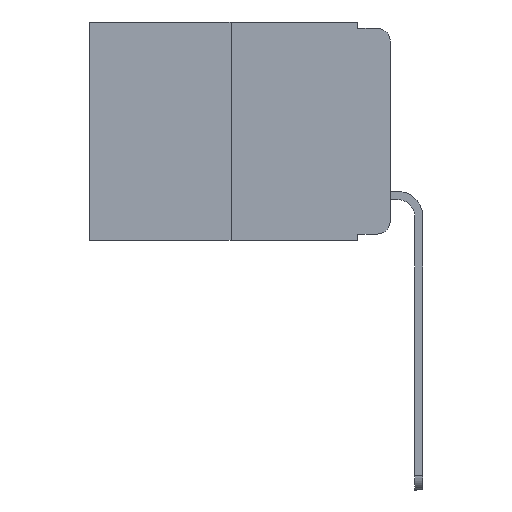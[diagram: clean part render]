
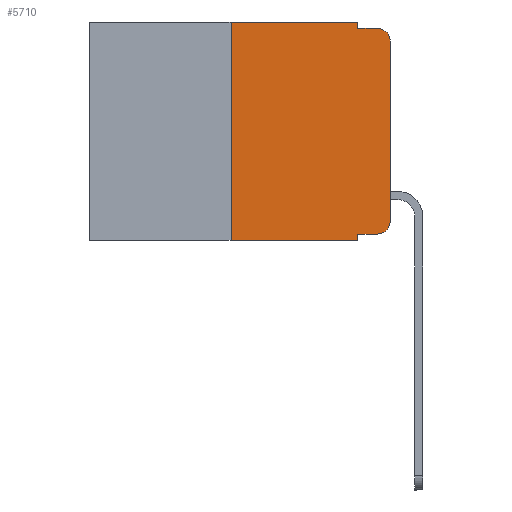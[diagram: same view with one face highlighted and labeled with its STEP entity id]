
A CAD part, left-side view. The second image highlights one B-rep face of the part: STEP entity #5710.
In plain terms, the highlighted planar face has unit normal (-1, 0, 0).
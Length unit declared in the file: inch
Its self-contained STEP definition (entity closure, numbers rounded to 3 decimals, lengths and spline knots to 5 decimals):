
#33 = VERTEX_POINT ( 'NONE', #18372 ) ;
#297 = VERTEX_POINT ( 'NONE', #16516 ) ;
#538 = DIRECTION ( 'NONE',  ( 0., -1., 0. ) ) ;
#637 = CARTESIAN_POINT ( 'NONE',  ( 0., 0.02, -0.03 ) ) ;
#1044 = EDGE_LOOP ( 'NONE', ( #21418, #22082, #3048, #10040, #18166, #2540, #4779, #12061, #7516, #18703 ) ) ;
#1576 = DIRECTION ( 'NONE',  ( 0., 0., 1. ) ) ;
#2135 = DIRECTION ( 'NONE',  ( 0., 0., -1. ) ) ;
#2251 = EDGE_CURVE ( 'NONE', #7937, #33, #6566, .T. ) ;
#2446 = DIRECTION ( 'NONE',  ( 0., 0., -1. ) ) ;
#2540 = ORIENTED_EDGE ( 'NONE', *, *, #12408, .F. ) ;
#3048 = ORIENTED_EDGE ( 'NONE', *, *, #10258, .F. ) ;
#3529 = VECTOR ( 'NONE', #2135, 39.37008 ) ;
#3597 = CARTESIAN_POINT ( 'NONE',  ( 0., 0.051, 0. ) ) ;
#4247 = VERTEX_POINT ( 'NONE', #19578 ) ;
#4541 = CARTESIAN_POINT ( 'NONE',  ( 0., 0.02, -0.333 ) ) ;
#4779 = ORIENTED_EDGE ( 'NONE', *, *, #10861, .T. ) ;
#5146 = PLANE ( 'NONE',  #7514 ) ;
#5215 = AXIS2_PLACEMENT_3D ( 'NONE', #13233, #6234, #2446 ) ;
#5363 = CARTESIAN_POINT ( 'NONE',  ( 0., 0.051, -0.01 ) ) ;
#5601 = CARTESIAN_POINT ( 'NONE',  ( 0., 0.473, 0. ) ) ;
#5710 = ADVANCED_FACE ( 'NONE', ( #7402 ), #5146, .F. ) ;
#6031 = CIRCLE ( 'NONE', #6635, 0.02 ) ;
#6092 = VECTOR ( 'NONE', #10704, 39.37008 ) ;
#6234 = DIRECTION ( 'NONE',  ( -1., 0., 0. ) ) ;
#6417 = CARTESIAN_POINT ( 'NONE',  ( 0., 0.25, 0. ) ) ;
#6566 = LINE ( 'NONE', #9419, #3529 ) ;
#6614 = DIRECTION ( 'NONE',  ( 0., 0., -1. ) ) ;
#6617 = EDGE_CURVE ( 'NONE', #7937, #18231, #21476, .T. ) ;
#6635 = AXIS2_PLACEMENT_3D ( 'NONE', #637, #14914, #13047 ) ;
#6826 = DIRECTION ( 'NONE',  ( 0., -1., 0. ) ) ;
#7165 = CIRCLE ( 'NONE', #5215, 0.02 ) ;
#7205 = CARTESIAN_POINT ( 'NONE',  ( 0., 0.051, -0.01 ) ) ;
#7349 = CARTESIAN_POINT ( 'NONE',  ( 0., 0., -0.313 ) ) ;
#7402 = FACE_OUTER_BOUND ( 'NONE', #1044, .T. ) ;
#7514 = AXIS2_PLACEMENT_3D ( 'NONE', #21095, #12059, #6614 ) ;
#7516 = ORIENTED_EDGE ( 'NONE', *, *, #6617, .T. ) ;
#7767 = VECTOR ( 'NONE', #17879, 39.37008 ) ;
#7937 = VERTEX_POINT ( 'NONE', #12526 ) ;
#7950 = EDGE_CURVE ( 'NONE', #16972, #19443, #8423, .T. ) ;
#8423 = LINE ( 'NONE', #3597, #14820 ) ;
#8780 = DIRECTION ( 'NONE',  ( 0., 0., -1. ) ) ;
#8884 = CARTESIAN_POINT ( 'NONE',  ( 0., 0.473, -0.343 ) ) ;
#9419 = CARTESIAN_POINT ( 'NONE',  ( 0., 0.051, 0. ) ) ;
#10040 = ORIENTED_EDGE ( 'NONE', *, *, #7950, .F. ) ;
#10258 = EDGE_CURVE ( 'NONE', #19443, #4247, #16108, .T. ) ;
#10328 = EDGE_CURVE ( 'NONE', #16852, #16972, #17204, .T. ) ;
#10704 = DIRECTION ( 'NONE',  ( 0., -1., 0. ) ) ;
#10861 = EDGE_CURVE ( 'NONE', #16117, #33, #15227, .T. ) ;
#11071 = EDGE_CURVE ( 'NONE', #18231, #16550, #7165, .T. ) ;
#11563 = CARTESIAN_POINT ( 'NONE',  ( 0., 0.25, -0.343 ) ) ;
#12059 = DIRECTION ( 'NONE',  ( 1., 0., 0. ) ) ;
#12061 = ORIENTED_EDGE ( 'NONE', *, *, #2251, .F. ) ;
#12196 = VECTOR ( 'NONE', #538, 39.37008 ) ;
#12333 = VECTOR ( 'NONE', #1576, 39.37008 ) ;
#12408 = EDGE_CURVE ( 'NONE', #16117, #16852, #22257, .T. ) ;
#12526 = CARTESIAN_POINT ( 'NONE',  ( 0., 0.051, -0.333 ) ) ;
#12540 = CARTESIAN_POINT ( 'NONE',  ( 0., 0., 0. ) ) ;
#13047 = DIRECTION ( 'NONE',  ( 0., 0., -1. ) ) ;
#13233 = CARTESIAN_POINT ( 'NONE',  ( 0., 0.02, -0.313 ) ) ;
#14048 = VECTOR ( 'NONE', #6826, 39.37008 ) ;
#14820 = VECTOR ( 'NONE', #8780, 39.37008 ) ;
#14914 = DIRECTION ( 'NONE',  ( -1., 0., 0. ) ) ;
#14956 = EDGE_CURVE ( 'NONE', #16550, #297, #17213, .T. ) ;
#15227 = LINE ( 'NONE', #8884, #21289 ) ;
#16027 = EDGE_CURVE ( 'NONE', #297, #4247, #6031, .T. ) ;
#16108 = LINE ( 'NONE', #5363, #6092 ) ;
#16117 = VERTEX_POINT ( 'NONE', #11563 ) ;
#16516 = CARTESIAN_POINT ( 'NONE',  ( 0., 0., -0.03 ) ) ;
#16550 = VERTEX_POINT ( 'NONE', #7349 ) ;
#16852 = VERTEX_POINT ( 'NONE', #6417 ) ;
#16972 = VERTEX_POINT ( 'NONE', #19413 ) ;
#17204 = LINE ( 'NONE', #5601, #12196 ) ;
#17213 = LINE ( 'NONE', #12540, #7767 ) ;
#17740 = DIRECTION ( 'NONE',  ( 0., -1., 0. ) ) ;
#17879 = DIRECTION ( 'NONE',  ( 0., 0., 1. ) ) ;
#18166 = ORIENTED_EDGE ( 'NONE', *, *, #10328, .F. ) ;
#18231 = VERTEX_POINT ( 'NONE', #4541 ) ;
#18372 = CARTESIAN_POINT ( 'NONE',  ( 0., 0.051, -0.343 ) ) ;
#18703 = ORIENTED_EDGE ( 'NONE', *, *, #11071, .T. ) ;
#19413 = CARTESIAN_POINT ( 'NONE',  ( 0., 0.051, 0. ) ) ;
#19443 = VERTEX_POINT ( 'NONE', #7205 ) ;
#19578 = CARTESIAN_POINT ( 'NONE',  ( 0., 0.02, -0.01 ) ) ;
#21006 = CARTESIAN_POINT ( 'NONE',  ( 0., 0.25, 0. ) ) ;
#21095 = CARTESIAN_POINT ( 'NONE',  ( 0., 0.473, 0. ) ) ;
#21289 = VECTOR ( 'NONE', #17740, 39.37008 ) ;
#21418 = ORIENTED_EDGE ( 'NONE', *, *, #14956, .T. ) ;
#21476 = LINE ( 'NONE', #22748, #14048 ) ;
#22082 = ORIENTED_EDGE ( 'NONE', *, *, #16027, .T. ) ;
#22257 = LINE ( 'NONE', #21006, #12333 ) ;
#22748 = CARTESIAN_POINT ( 'NONE',  ( 0., 0.051, -0.333 ) ) ;
